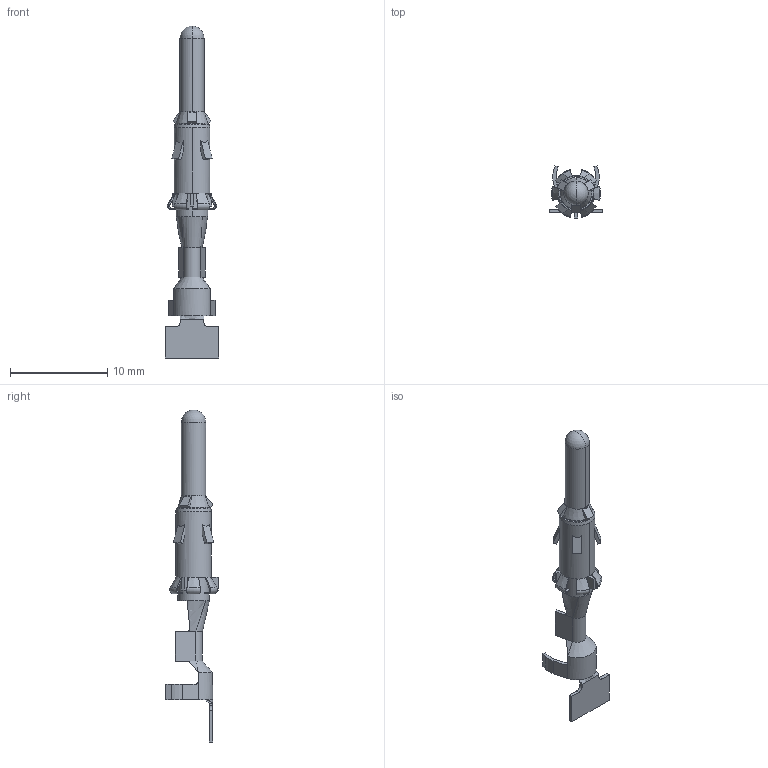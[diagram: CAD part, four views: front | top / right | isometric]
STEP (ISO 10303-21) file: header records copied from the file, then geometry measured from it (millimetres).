
FILE_DESCRIPTION((''),'2;1');
FILE_NAME('C-929967-1','2008-10-03T',('workeradm'),('Tyco Electronics Corporation'),'PRO/ENGINEER BY PARAMETRIC TECHNOLOGY CORPORATION, 2005450','PRO/ENGINEER BY PARAMETRIC TECHNOLOGY CORPORATION, 2005450','');
FILE_SCHEMA(('CONFIG_CONTROL_DESIGN', 'GEOMETRIC_VALIDATION_PROPERTIES_MIM'));
Length unit declared in the file: millimetre
Products named in the file (1): C-929967-1
Bounding box: 5.5 x 5.38 x 34.12 mm (x, y, z)
Volume: 167.8 mm3; surface area: 595.9 mm2
Topology: 1 solids, 1 shells, 229 faces, 649 edges, 418 vertices
Faces by surface type: plane 148, cylinder 32, bspline 18, cone 17, torus 12, sphere 2
Entity records: 8293 total; most frequent: CARTESIAN_POINT 2310, ORIENTED_EDGE 1294, DIRECTION 1128, EDGE_CURVE 647, VERTEX_POINT 418, VECTOR 398, LINE 398, AXIS2_PLACEMENT_3D 365
